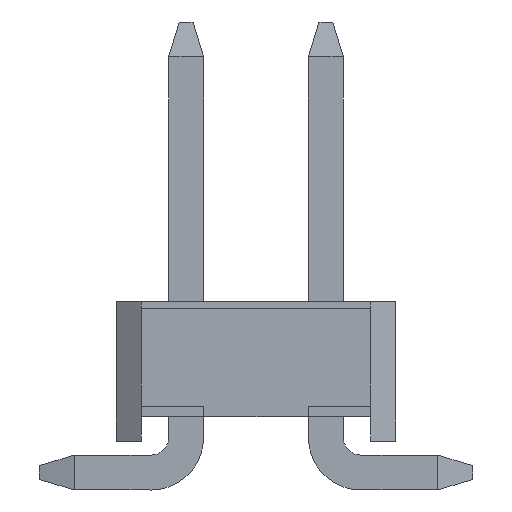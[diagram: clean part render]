
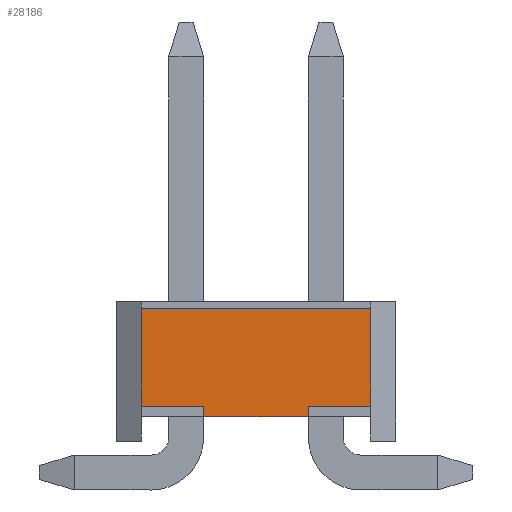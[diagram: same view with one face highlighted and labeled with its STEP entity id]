
A CAD part, front view. The second image highlights one B-rep face of the part: STEP entity #28186.
In plain terms, the highlighted face is planar.
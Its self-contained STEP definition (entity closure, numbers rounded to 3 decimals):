
#7692=ORIENTED_EDGE('',*,*,#11938,.T.);
#7693=ORIENTED_EDGE('',*,*,#9831,.F.);
#7694=ORIENTED_EDGE('',*,*,#9825,.T.);
#7695=ORIENTED_EDGE('',*,*,#11939,.T.);
#7696=ORIENTED_EDGE('',*,*,#9846,.T.);
#7697=ORIENTED_EDGE('',*,*,#9851,.T.);
#7698=ORIENTED_EDGE('',*,*,#11937,.T.);
#7699=ORIENTED_EDGE('',*,*,#9865,.F.);
#9825=EDGE_CURVE('',#13003,#13004,#15917,.T.);
#9831=EDGE_CURVE('',#13003,#13008,#15923,.T.);
#9846=EDGE_CURVE('',#13018,#13020,#15938,.T.);
#9851=EDGE_CURVE('',#13020,#13023,#15943,.T.);
#9865=EDGE_CURVE('',#13035,#13034,#15957,.T.);
#11937=EDGE_CURVE('',#13023,#13034,#18029,.T.);
#11938=EDGE_CURVE('',#13035,#13008,#18030,.T.);
#11939=EDGE_CURVE('',#13004,#13018,#18031,.T.);
#13003=VERTEX_POINT('',#41241);
#13004=VERTEX_POINT('',#41242);
#13008=VERTEX_POINT('',#41251);
#13018=VERTEX_POINT('',#41280);
#13020=VERTEX_POINT('',#41284);
#13023=VERTEX_POINT('',#41294);
#13034=VERTEX_POINT('',#41322);
#13035=VERTEX_POINT('',#41324);
#15917=LINE('',#41240,#19625);
#15923=LINE('',#41253,#19631);
#15938=LINE('',#41285,#19646);
#15943=LINE('',#41295,#19651);
#15957=LINE('',#41325,#19665);
#18029=LINE('',#45464,#21737);
#18030=LINE('',#45466,#21738);
#18031=LINE('',#45468,#21739);
#19625=VECTOR('',#33906,1000.);
#19631=VECTOR('',#33914,1000.);
#19646=VECTOR('',#33939,1000.);
#19651=VECTOR('',#33948,1000.);
#19665=VECTOR('',#33970,1000.);
#21737=VECTOR('',#37600,1000.);
#21738=VECTOR('',#37603,1000.);
#21739=VECTOR('',#37606,1000.);
#23372=EDGE_LOOP('',(#7692,#7693,#7694,#7695,#7696,#7697,#7698,#7699));
#25050=FACE_BOUND('',#23372,.T.);
#26596=PLANE('',#30364);
#28186=ADVANCED_FACE('',(#25050),#26596,.T.);
#30364=AXIS2_PLACEMENT_3D('',#45467,#37604,#37605);
#33906=DIRECTION('',(0.,0.,-1.));
#33914=DIRECTION('',(0.,1.,0.));
#33939=DIRECTION('',(0.,0.,1.));
#33948=DIRECTION('',(0.,-1.,0.));
#33970=DIRECTION('',(0.,-1.,0.));
#37600=DIRECTION('',(0.,0.,1.));
#37603=DIRECTION('',(0.,0.,-1.));
#37604=DIRECTION('',(-1.,0.,0.));
#37605=DIRECTION('',(0.,0.,1.));
#37606=DIRECTION('',(0.,-1.,0.));
#41240=CARTESIAN_POINT('',(-22.,0.75,-0.5));
#41241=CARTESIAN_POINT('',(-22.,0.75,-0.5));
#41242=CARTESIAN_POINT('',(-22.,0.75,-0.65));
#41251=CARTESIAN_POINT('',(-22.,1.64,-0.5));
#41253=CARTESIAN_POINT('',(-22.,0.75,-0.5));
#41280=CARTESIAN_POINT('',(-22.,-0.75,-0.65));
#41284=CARTESIAN_POINT('',(-22.,-0.75,-0.5));
#41285=CARTESIAN_POINT('',(-22.,-0.75,-0.65));
#41294=CARTESIAN_POINT('',(-22.,-1.64,-0.5));
#41295=CARTESIAN_POINT('',(-22.,-0.75,-0.5));
#41322=CARTESIAN_POINT('',(-22.,-1.64,0.9));
#41324=CARTESIAN_POINT('',(-22.,1.64,0.9));
#41325=CARTESIAN_POINT('',(-22.,1.64,0.9));
#45464=CARTESIAN_POINT('',(-22.,-1.64,0.));
#45466=CARTESIAN_POINT('',(-22.,1.64,0.));
#45467=CARTESIAN_POINT('',(-22.,0.,0.));
#45468=CARTESIAN_POINT('',(-22.,0.,-0.65));
